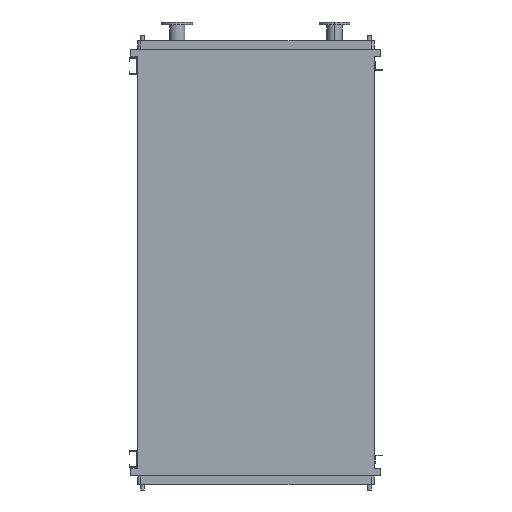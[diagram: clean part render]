
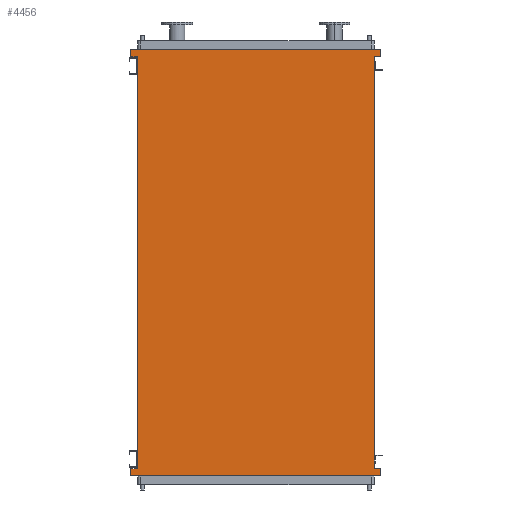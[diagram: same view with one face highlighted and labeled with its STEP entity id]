
A CAD part, front view. The second image highlights one B-rep face of the part: STEP entity #4456.
In plain terms, the highlighted planar face has unit normal (0, -1, 0).
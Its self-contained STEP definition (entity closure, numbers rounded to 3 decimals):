
#254 = CARTESIAN_POINT ( 'NONE',  ( 891., 0., 43. ) ) ;
#362 = CARTESIAN_POINT ( 'NONE',  ( 845., 0., -2893. ) ) ;
#409 = CARTESIAN_POINT ( 'NONE',  ( 891., 0., -2893. ) ) ;
#422 = DIRECTION ( 'NONE',  ( 0., 0., 1. ) ) ;
#515 = CARTESIAN_POINT ( 'NONE',  ( -891., 0., 43. ) ) ;
#517 = CARTESIAN_POINT ( 'NONE',  ( -845., 0., -2893. ) ) ;
#700 = ORIENTED_EDGE ( 'NONE', *, *, #9104, .F. ) ;
#865 = CARTESIAN_POINT ( 'NONE',  ( -891., 0., 95. ) ) ;
#967 = DIRECTION ( 'NONE',  ( 0., 0., 1. ) ) ;
#976 = VERTEX_POINT ( 'NONE', #1320 ) ;
#1105 = EDGE_CURVE ( 'NONE', #7713, #9752, #5389, .T. ) ;
#1256 = CARTESIAN_POINT ( 'NONE',  ( 845., 0., 43. ) ) ;
#1258 = LINE ( 'NONE', #409, #4836 ) ;
#1320 = CARTESIAN_POINT ( 'NONE',  ( -891., 0., 43. ) ) ;
#1461 = VERTEX_POINT ( 'NONE', #517 ) ;
#1702 = PLANE ( 'NONE',  #7336 ) ;
#1738 = VERTEX_POINT ( 'NONE', #2096 ) ;
#1828 = VERTEX_POINT ( 'NONE', #1256 ) ;
#1840 = VERTEX_POINT ( 'NONE', #5488 ) ;
#1890 = VECTOR ( 'NONE', #2854, 1000. ) ;
#1937 = ORIENTED_EDGE ( 'NONE', *, *, #9040, .F. ) ;
#1940 = LINE ( 'NONE', #6389, #8788 ) ;
#2096 = CARTESIAN_POINT ( 'NONE',  ( 845., 0., -2893. ) ) ;
#2497 = ORIENTED_EDGE ( 'NONE', *, *, #9165, .F. ) ;
#2557 = DIRECTION ( 'NONE',  ( 1., 0., 0. ) ) ;
#2648 = ORIENTED_EDGE ( 'NONE', *, *, #5011, .F. ) ;
#2854 = DIRECTION ( 'NONE',  ( 0., 0., -1. ) ) ;
#3016 = LINE ( 'NONE', #9827, #7863 ) ;
#3130 = EDGE_CURVE ( 'NONE', #9760, #1461, #6344, .T. ) ;
#3317 = VERTEX_POINT ( 'NONE', #6203 ) ;
#3514 = CARTESIAN_POINT ( 'NONE',  ( -845., 0., 43. ) ) ;
#3692 = VECTOR ( 'NONE', #5797, 1000. ) ;
#3967 = EDGE_CURVE ( 'NONE', #1738, #1828, #3016, .T. ) ;
#4181 = DIRECTION ( 'NONE',  ( 0., -1., 0. ) ) ;
#4332 = ORIENTED_EDGE ( 'NONE', *, *, #6358, .F. ) ;
#4360 = LINE ( 'NONE', #7784, #5723 ) ;
#4456 = ADVANCED_FACE ( 'NONE', ( #8514 ), #1702, .T. ) ;
#4592 = DIRECTION ( 'NONE',  ( -1., 0., 0. ) ) ;
#4836 = VECTOR ( 'NONE', #8861, 1000. ) ;
#5011 = EDGE_CURVE ( 'NONE', #9752, #1828, #1940, .T. ) ;
#5122 = ORIENTED_EDGE ( 'NONE', *, *, #6328, .F. ) ;
#5137 = VECTOR ( 'NONE', #6495, 1000. ) ;
#5142 = CARTESIAN_POINT ( 'NONE',  ( -845., 0., -2850. ) ) ;
#5356 = CARTESIAN_POINT ( 'NONE',  ( -891., 0., -2893. ) ) ;
#5389 = LINE ( 'NONE', #254, #1890 ) ;
#5488 = CARTESIAN_POINT ( 'NONE',  ( 891., 0., -2945. ) ) ;
#5507 = CARTESIAN_POINT ( 'NONE',  ( -891., 0., -2893. ) ) ;
#5656 = LINE ( 'NONE', #362, #7511 ) ;
#5723 = VECTOR ( 'NONE', #2557, 1000. ) ;
#5797 = DIRECTION ( 'NONE',  ( 0., 0., 1. ) ) ;
#6090 = VERTEX_POINT ( 'NONE', #3514 ) ;
#6110 = DIRECTION ( 'NONE',  ( -1., 0., 0. ) ) ;
#6203 = CARTESIAN_POINT ( 'NONE',  ( 891., 0., -2893. ) ) ;
#6280 = DIRECTION ( 'NONE',  ( 1., 0., 0. ) ) ;
#6328 = EDGE_CURVE ( 'NONE', #1461, #6090, #8399, .T. ) ;
#6344 = LINE ( 'NONE', #5507, #9655 ) ;
#6358 = EDGE_CURVE ( 'NONE', #6090, #976, #6662, .T. ) ;
#6389 = CARTESIAN_POINT ( 'NONE',  ( 845., 0., 43. ) ) ;
#6495 = DIRECTION ( 'NONE',  ( -1., 0., 0. ) ) ;
#6656 = VECTOR ( 'NONE', #6110, 1000. ) ;
#6662 = LINE ( 'NONE', #515, #5137 ) ;
#6755 = VECTOR ( 'NONE', #9978, 1000. ) ;
#6949 = CARTESIAN_POINT ( 'NONE',  ( 891., 0., -2945. ) ) ;
#6981 = ORIENTED_EDGE ( 'NONE', *, *, #1105, .F. ) ;
#7022 = VERTEX_POINT ( 'NONE', #9718 ) ;
#7181 = CARTESIAN_POINT ( 'NONE',  ( 891., 0., 95. ) ) ;
#7188 = EDGE_CURVE ( 'NONE', #1840, #7022, #7842, .T. ) ;
#7336 = AXIS2_PLACEMENT_3D ( 'NONE', #5142, #4181, #8571 ) ;
#7392 = CARTESIAN_POINT ( 'NONE',  ( -845., 0., -2850. ) ) ;
#7511 = VECTOR ( 'NONE', #6280, 1000. ) ;
#7590 = ORIENTED_EDGE ( 'NONE', *, *, #10399, .F. ) ;
#7625 = VERTEX_POINT ( 'NONE', #10165 ) ;
#7713 = VERTEX_POINT ( 'NONE', #7181 ) ;
#7784 = CARTESIAN_POINT ( 'NONE',  ( 891., 0., 95. ) ) ;
#7842 = LINE ( 'NONE', #6949, #6656 ) ;
#7863 = VECTOR ( 'NONE', #422, 1000. ) ;
#7996 = CARTESIAN_POINT ( 'NONE',  ( 891., 0., 43. ) ) ;
#8273 = ORIENTED_EDGE ( 'NONE', *, *, #3967, .T. ) ;
#8399 = LINE ( 'NONE', #7392, #6755 ) ;
#8514 = FACE_OUTER_BOUND ( 'NONE', #9255, .T. ) ;
#8571 = DIRECTION ( 'NONE',  ( 0., 0., -1. ) ) ;
#8788 = VECTOR ( 'NONE', #4592, 1000. ) ;
#8861 = DIRECTION ( 'NONE',  ( 0., 0., -1. ) ) ;
#8954 = EDGE_CURVE ( 'NONE', #7625, #7713, #4360, .T. ) ;
#9040 = EDGE_CURVE ( 'NONE', #976, #7625, #9537, .T. ) ;
#9104 = EDGE_CURVE ( 'NONE', #1738, #3317, #5656, .T. ) ;
#9165 = EDGE_CURVE ( 'NONE', #3317, #1840, #1258, .T. ) ;
#9255 = EDGE_LOOP ( 'NONE', ( #8273, #2648, #6981, #9492, #1937, #4332, #5122, #10884, #7590, #10233, #2497, #700 ) ) ;
#9492 = ORIENTED_EDGE ( 'NONE', *, *, #8954, .F. ) ;
#9537 = LINE ( 'NONE', #865, #9667 ) ;
#9655 = VECTOR ( 'NONE', #9769, 1000. ) ;
#9667 = VECTOR ( 'NONE', #967, 1000. ) ;
#9718 = CARTESIAN_POINT ( 'NONE',  ( -891., 0., -2945. ) ) ;
#9752 = VERTEX_POINT ( 'NONE', #7996 ) ;
#9760 = VERTEX_POINT ( 'NONE', #5356 ) ;
#9769 = DIRECTION ( 'NONE',  ( 1., 0., 0. ) ) ;
#9827 = CARTESIAN_POINT ( 'NONE',  ( 845., 0., -2850. ) ) ;
#9978 = DIRECTION ( 'NONE',  ( 0., 0., 1. ) ) ;
#10165 = CARTESIAN_POINT ( 'NONE',  ( -891., 0., 95. ) ) ;
#10233 = ORIENTED_EDGE ( 'NONE', *, *, #7188, .F. ) ;
#10399 = EDGE_CURVE ( 'NONE', #7022, #9760, #11012, .T. ) ;
#10884 = ORIENTED_EDGE ( 'NONE', *, *, #3130, .F. ) ;
#10964 = CARTESIAN_POINT ( 'NONE',  ( -891., 0., -2945. ) ) ;
#11012 = LINE ( 'NONE', #10964, #3692 ) ;
